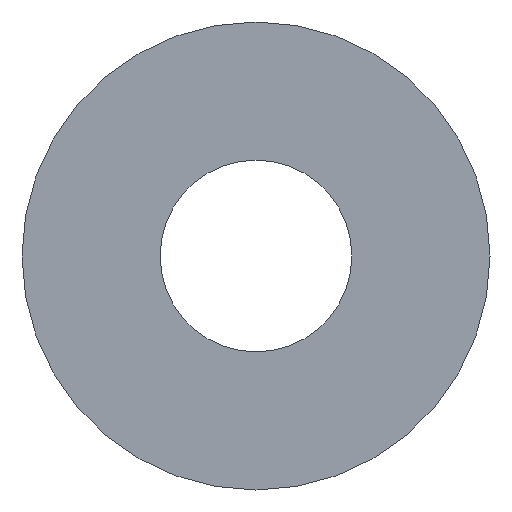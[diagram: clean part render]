
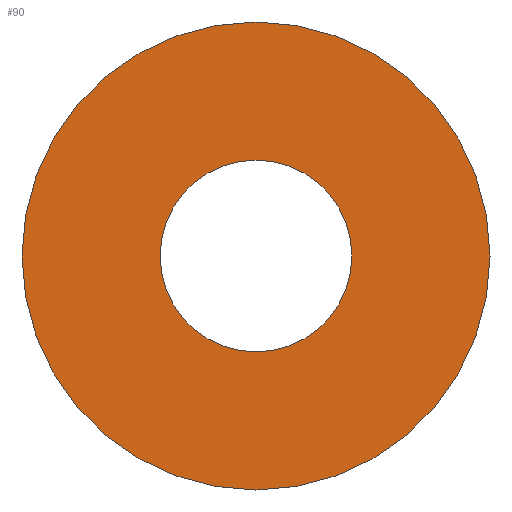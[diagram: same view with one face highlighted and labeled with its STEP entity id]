
A CAD part, front view. The second image highlights one B-rep face of the part: STEP entity #90.
In plain terms, the highlighted planar face has unit normal (0, -1, 0).
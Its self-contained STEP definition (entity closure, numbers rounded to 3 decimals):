
#23=FACE_BOUND('',#33,.T.);
#26=FACE_OUTER_BOUND('',#32,.T.);
#32=EDGE_LOOP('',(#62));
#33=EDGE_LOOP('',(#63));
#41=CIRCLE('',#111,3.);
#42=CIRCLE('',#112,1.23);
#47=VERTEX_POINT('',#153);
#48=VERTEX_POINT('',#155);
#53=EDGE_CURVE('',#47,#47,#41,.T.);
#54=EDGE_CURVE('',#48,#48,#42,.T.);
#62=ORIENTED_EDGE('',*,*,#53,.T.);
#63=ORIENTED_EDGE('',*,*,#54,.F.);
#80=PLANE('',#110);
#90=ADVANCED_FACE('',(#26,#23),#80,.T.);
#110=AXIS2_PLACEMENT_3D('',#152,#124,#125);
#111=AXIS2_PLACEMENT_3D('',#154,#126,#127);
#112=AXIS2_PLACEMENT_3D('',#156,#128,#129);
#124=DIRECTION('center_axis',(0.,-1.,0.));
#125=DIRECTION('ref_axis',(0.,0.,-1.));
#126=DIRECTION('center_axis',(0.,-1.,0.));
#127=DIRECTION('ref_axis',(0.,0.,-1.));
#128=DIRECTION('center_axis',(0.,-1.,0.));
#129=DIRECTION('ref_axis',(1.,0.,0.));
#152=CARTESIAN_POINT('Origin',(0.,0.,0.));
#153=CARTESIAN_POINT('',(0.,0.,3.));
#154=CARTESIAN_POINT('Origin',(0.,0.,0.));
#155=CARTESIAN_POINT('',(0.,0.,1.23));
#156=CARTESIAN_POINT('Origin',(0.,0.,0.));
